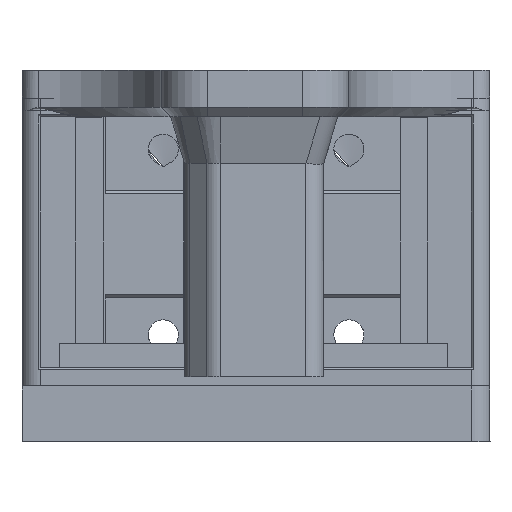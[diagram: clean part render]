
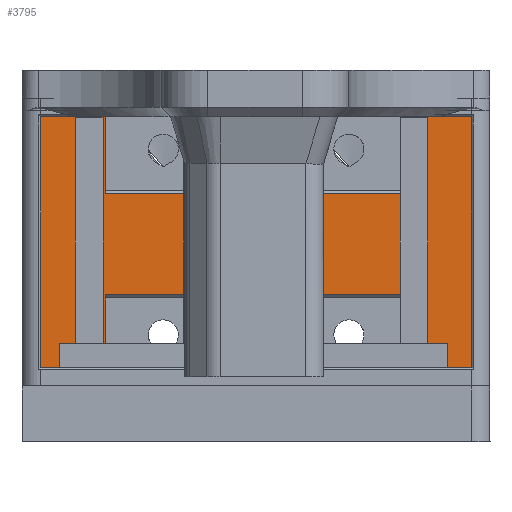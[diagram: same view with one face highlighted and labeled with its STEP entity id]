
A CAD part, left-side view. The second image highlights one B-rep face of the part: STEP entity #3795.
In plain terms, the highlighted face is planar.
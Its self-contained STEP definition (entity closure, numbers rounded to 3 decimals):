
#297=FACE_OUTER_BOUND('',#520,.T.);
#520=EDGE_LOOP('',(#2741,#2742,#2743,#2744,#2745,#2746,#2747,#2748,#2749,
#2750,#2751,#2752));
#769=LINE('',#5584,#1189);
#772=LINE('',#5589,#1192);
#775=LINE('',#5596,#1195);
#781=LINE('',#5608,#1201);
#792=LINE('',#5653,#1212);
#794=LINE('',#5657,#1214);
#801=LINE('',#5670,#1221);
#808=LINE('',#5684,#1228);
#809=LINE('',#5687,#1229);
#811=LINE('',#5690,#1231);
#812=LINE('',#5692,#1232);
#813=LINE('',#5694,#1233);
#1189=VECTOR('',#4445,10.);
#1192=VECTOR('',#4448,10.);
#1195=VECTOR('',#4453,10.);
#1201=VECTOR('',#4463,10.);
#1212=VECTOR('',#4522,10.);
#1214=VECTOR('',#4526,10.);
#1221=VECTOR('',#4537,10.);
#1228=VECTOR('',#4554,10.);
#1229=VECTOR('',#4557,10.);
#1231=VECTOR('',#4561,10.);
#1232=VECTOR('',#4564,10.);
#1233=VECTOR('',#4567,10.);
#1619=VERTEX_POINT('',#5581);
#1620=VERTEX_POINT('',#5583);
#1621=VERTEX_POINT('',#5586);
#1622=VERTEX_POINT('',#5588);
#1623=VERTEX_POINT('',#5592);
#1625=VERTEX_POINT('',#5595);
#1627=VERTEX_POINT('',#5604);
#1629=VERTEX_POINT('',#5607);
#1639=VERTEX_POINT('',#5652);
#1640=VERTEX_POINT('',#5656);
#1644=VERTEX_POINT('',#5668);
#1647=VERTEX_POINT('',#5686);
#1999=EDGE_CURVE('',#1619,#1620,#769,.T.);
#2002=EDGE_CURVE('',#1621,#1622,#772,.T.);
#2005=EDGE_CURVE('',#1625,#1623,#775,.T.);
#2011=EDGE_CURVE('',#1629,#1627,#781,.T.);
#2034=EDGE_CURVE('',#1622,#1639,#792,.T.);
#2036=EDGE_CURVE('',#1639,#1640,#794,.T.);
#2043=EDGE_CURVE('',#1644,#1619,#801,.T.);
#2050=EDGE_CURVE('',#1620,#1627,#808,.T.);
#2051=EDGE_CURVE('',#1647,#1644,#809,.T.);
#2053=EDGE_CURVE('',#1625,#1647,#811,.T.);
#2054=EDGE_CURVE('',#1640,#1623,#812,.T.);
#2055=EDGE_CURVE('',#1629,#1621,#813,.T.);
#2741=ORIENTED_EDGE('',*,*,#2053,.F.);
#2742=ORIENTED_EDGE('',*,*,#2005,.T.);
#2743=ORIENTED_EDGE('',*,*,#2054,.F.);
#2744=ORIENTED_EDGE('',*,*,#2036,.F.);
#2745=ORIENTED_EDGE('',*,*,#2034,.F.);
#2746=ORIENTED_EDGE('',*,*,#2002,.F.);
#2747=ORIENTED_EDGE('',*,*,#2055,.F.);
#2748=ORIENTED_EDGE('',*,*,#2011,.T.);
#2749=ORIENTED_EDGE('',*,*,#2050,.F.);
#2750=ORIENTED_EDGE('',*,*,#1999,.F.);
#2751=ORIENTED_EDGE('',*,*,#2043,.F.);
#2752=ORIENTED_EDGE('',*,*,#2051,.F.);
#3629=PLANE('',#4054);
#3795=ADVANCED_FACE('',(#297),#3629,.T.);
#4054=AXIS2_PLACEMENT_3D('',#5695,#4568,#4569);
#4445=DIRECTION('',(0.,1.,0.));
#4448=DIRECTION('',(0.,1.,0.));
#4453=DIRECTION('',(0.,1.,0.));
#4463=DIRECTION('',(0.,-1.,0.));
#4522=DIRECTION('',(0.,0.,-1.));
#4526=DIRECTION('',(0.,-1.,0.));
#4537=DIRECTION('',(0.,0.,1.));
#4554=DIRECTION('',(0.,0.,-1.));
#4557=DIRECTION('',(0.,-1.,0.));
#4561=DIRECTION('',(0.,0.,-1.));
#4564=DIRECTION('',(0.,0.,1.));
#4567=DIRECTION('',(0.,0.,1.));
#4568=DIRECTION('center_axis',(1.,0.,0.));
#4569=DIRECTION('ref_axis',(0.,0.,-1.));
#5581=CARTESIAN_POINT('',(49.901,3.624,44.972));
#5583=CARTESIAN_POINT('',(49.901,10.624,44.972));
#5584=CARTESIAN_POINT('',(49.901,15.229,44.972));
#5586=CARTESIAN_POINT('',(49.901,43.024,44.972));
#5588=CARTESIAN_POINT('',(49.901,50.043,44.972));
#5589=CARTESIAN_POINT('',(49.901,34.929,44.972));
#5592=CARTESIAN_POINT('',(49.901,43.024,26.022));
#5595=CARTESIAN_POINT('',(49.901,10.624,26.022));
#5596=CARTESIAN_POINT('',(49.901,34.929,26.022));
#5604=CARTESIAN_POINT('',(49.901,10.624,36.972));
#5607=CARTESIAN_POINT('',(49.901,43.024,36.972));
#5608=CARTESIAN_POINT('',(49.901,18.729,36.972));
#5652=CARTESIAN_POINT('',(49.901,50.043,17.772));
#5653=CARTESIAN_POINT('',(49.901,50.043,38.022));
#5656=CARTESIAN_POINT('',(49.901,43.024,17.772));
#5657=CARTESIAN_POINT('',(49.901,38.438,17.772));
#5668=CARTESIAN_POINT('',(49.901,3.624,17.78));
#5670=CARTESIAN_POINT('',(49.901,3.624,44.772));
#5684=CARTESIAN_POINT('',(49.901,10.624,38.022));
#5686=CARTESIAN_POINT('',(49.901,10.624,17.78));
#5687=CARTESIAN_POINT('',(49.901,18.729,17.78));
#5690=CARTESIAN_POINT('',(49.901,10.624,28.497));
#5692=CARTESIAN_POINT('',(49.901,43.024,24.522));
#5694=CARTESIAN_POINT('',(49.901,43.024,44.772));
#5695=CARTESIAN_POINT('Origin',(49.901,26.833,31.272));
